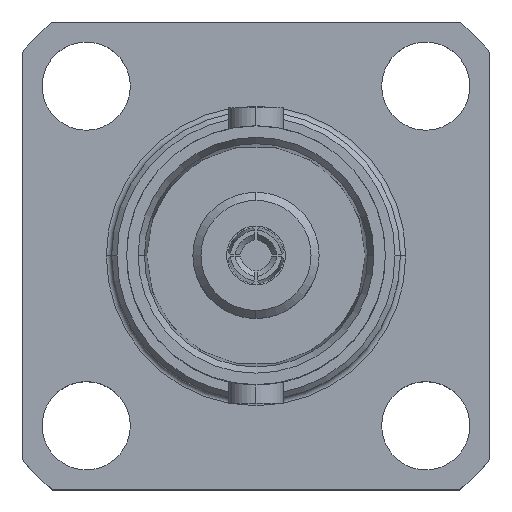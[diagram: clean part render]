
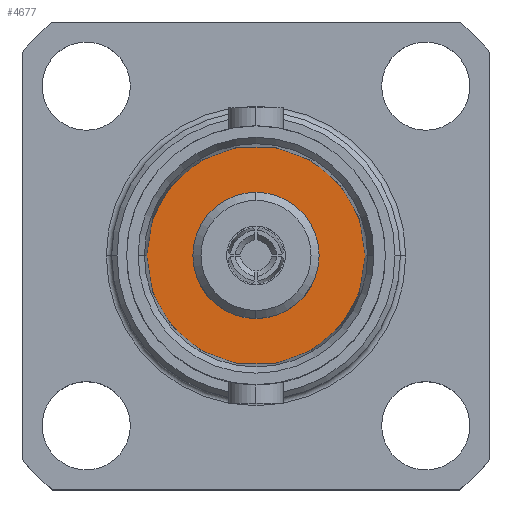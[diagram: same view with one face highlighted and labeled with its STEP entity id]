
A CAD part, top view. The second image highlights one B-rep face of the part: STEP entity #4677.
In plain terms, the highlighted planar face has unit normal (0, 0, 1).
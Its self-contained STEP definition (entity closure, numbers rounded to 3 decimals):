
#82 = DIRECTION ( 'NONE',  ( 0., 0., 1. ) ) ;
#101 = CIRCLE ( 'NONE', #2006, 4.09 ) ;
#104 = CARTESIAN_POINT ( 'NONE',  ( 0., 2.36, -6.311 ) ) ;
#124 = DIRECTION ( 'NONE',  ( -1., 0., 0. ) ) ;
#386 = DIRECTION ( 'NONE',  ( -1., 0., 0. ) ) ;
#751 = ORIENTED_EDGE ( 'NONE', *, *, #3847, .F. ) ;
#762 = FACE_OUTER_BOUND ( 'NONE', #1308, .T. ) ;
#797 = DIRECTION ( 'NONE',  ( 0., 0., -1. ) ) ;
#799 = VERTEX_POINT ( 'NONE', #104 ) ;
#1029 = PLANE ( 'NONE',  #1982 ) ;
#1183 = CARTESIAN_POINT ( 'NONE',  ( 0., 0., -6.311 ) ) ;
#1251 = CARTESIAN_POINT ( 'NONE',  ( 0., -2.36, -6.311 ) ) ;
#1308 = EDGE_LOOP ( 'NONE', ( #4463, #1506 ) ) ;
#1506 = ORIENTED_EDGE ( 'NONE', *, *, #2915, .F. ) ;
#1982 = AXIS2_PLACEMENT_3D ( 'NONE', #2653, #797, #4058 ) ;
#2006 = AXIS2_PLACEMENT_3D ( 'NONE', #3607, #2105, #386 ) ;
#2105 = DIRECTION ( 'NONE',  ( 0., 0., -1. ) ) ;
#2204 = DIRECTION ( 'NONE',  ( -1., 0., 0. ) ) ;
#2232 = CARTESIAN_POINT ( 'NONE',  ( 0., 0., -6.311 ) ) ;
#2299 = DIRECTION ( 'NONE',  ( 0., 0., 1. ) ) ;
#2366 = AXIS2_PLACEMENT_3D ( 'NONE', #1183, #2299, #4044 ) ;
#2653 = CARTESIAN_POINT ( 'NONE',  ( 0., 0., -6.311 ) ) ;
#2806 = VERTEX_POINT ( 'NONE', #2926 ) ;
#2915 = EDGE_CURVE ( 'NONE', #4426, #2806, #3723, .T. ) ;
#2926 = CARTESIAN_POINT ( 'NONE',  ( 4.09, 0., -6.311 ) ) ;
#3204 = DIRECTION ( 'NONE',  ( 0., 0., -1. ) ) ;
#3205 = AXIS2_PLACEMENT_3D ( 'NONE', #2232, #3204, #2204 ) ;
#3312 = CARTESIAN_POINT ( 'NONE',  ( 0., 0., -6.311 ) ) ;
#3396 = CARTESIAN_POINT ( 'NONE',  ( -4.09, 0., -6.311 ) ) ;
#3607 = CARTESIAN_POINT ( 'NONE',  ( 0., 0., -6.311 ) ) ;
#3723 = CIRCLE ( 'NONE', #3205, 4.09 ) ;
#3744 = ORIENTED_EDGE ( 'NONE', *, *, #4827, .F. ) ;
#3762 = CIRCLE ( 'NONE', #2366, 2.36 ) ;
#3847 = EDGE_CURVE ( 'NONE', #4938, #799, #3762, .T. ) ;
#4044 = DIRECTION ( 'NONE',  ( -1., 0., 0. ) ) ;
#4058 = DIRECTION ( 'NONE',  ( -1., 0., 0. ) ) ;
#4102 = AXIS2_PLACEMENT_3D ( 'NONE', #3312, #82, #124 ) ;
#4235 = CIRCLE ( 'NONE', #4102, 2.36 ) ;
#4426 = VERTEX_POINT ( 'NONE', #3396 ) ;
#4463 = ORIENTED_EDGE ( 'NONE', *, *, #4663, .F. ) ;
#4663 = EDGE_CURVE ( 'NONE', #2806, #4426, #101, .T. ) ;
#4677 = ADVANCED_FACE ( 'NONE', ( #762, #4845 ), #1029, .F. ) ;
#4739 = EDGE_LOOP ( 'NONE', ( #751, #3744 ) ) ;
#4827 = EDGE_CURVE ( 'NONE', #799, #4938, #4235, .T. ) ;
#4845 = FACE_BOUND ( 'NONE', #4739, .T. ) ;
#4938 = VERTEX_POINT ( 'NONE', #1251 ) ;
